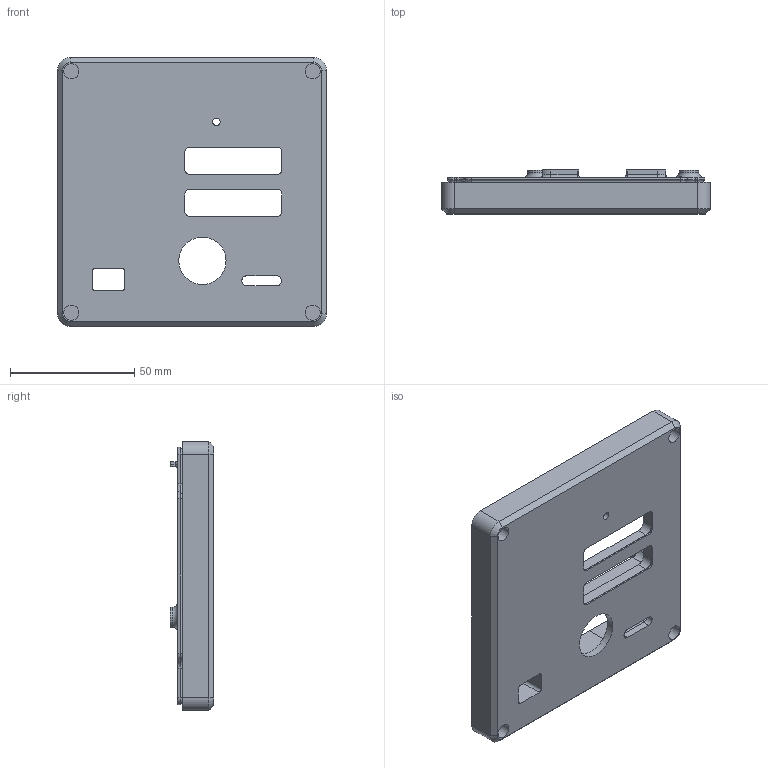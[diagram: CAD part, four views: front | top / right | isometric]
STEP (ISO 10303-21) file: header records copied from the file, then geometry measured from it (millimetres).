
FILE_DESCRIPTION(/* description */ (''),/* implementation_level */ '2;1');
FILE_NAME(/* name */ 'base.step',/* time_stamp */ '2022-05-18T12:02:56+02:00',/* author */ (''),/* organization */ (''),/* preprocessor_version */ 'ST-DEVELOPER v18.1',/* originating_system */ 'Autodesk Translation Framework v10.14.0.1471',/* authorisation */ '');
FILE_SCHEMA (('AUTOMOTIVE_DESIGN { 1 0 10303 214 3 1 1 }'));
Length unit declared in the file: millimetre
Products named in the file (1): base
Bounding box: 108 x 17.53 x 108 mm (x, y, z)
Volume: 87906.9 mm3; surface area: 35694 mm2
Topology: 1 solids, 1 shells, 246 faces, 606 edges, 377 vertices
Faces by surface type: plane 102, cylinder 94, cone 26, torus 24
Full cylindrical faces by diameter (mm): 2.76 x2, 3 x1, 3.1 x4, 3.2 x2, 6 x4, 7 x1, 8 x2, 19 x1
Entity records: 7431 total; most frequent: CARTESIAN_POINT 1377, DIRECTION 1335, ORIENTED_EDGE 1212, EDGE_CURVE 606, AXIS2_PLACEMENT_3D 499, VERTEX_POINT 377, LINE 337, VECTOR 337
